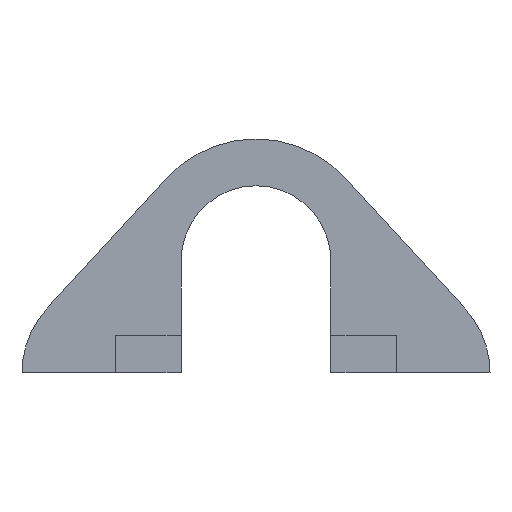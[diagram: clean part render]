
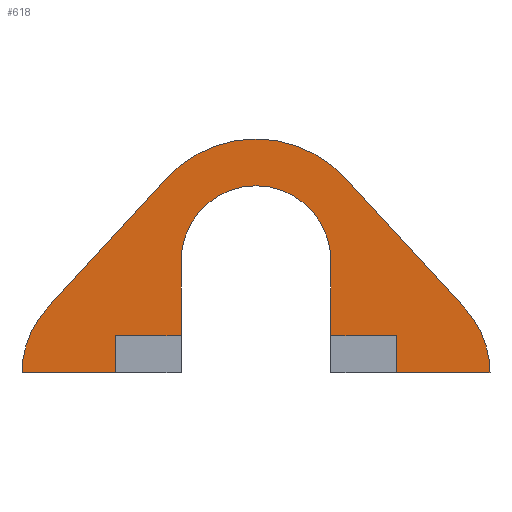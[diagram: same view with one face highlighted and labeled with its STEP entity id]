
A CAD part, front view. The second image highlights one B-rep face of the part: STEP entity #618.
In plain terms, the highlighted planar face has unit normal (0, -1, 0).
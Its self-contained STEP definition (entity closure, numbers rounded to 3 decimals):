
#19=PLANE('',#667);
#48=FACE_OUTER_BOUND('',#80,.T.);
#80=EDGE_LOOP('',(#437,#438,#439,#440,#441,#442,#443,#444,#445,#446,#447,
#448,#449,#450));
#113=LINE('',#886,#195);
#114=LINE('',#890,#196);
#115=LINE('',#894,#197);
#116=LINE('',#896,#198);
#117=LINE('',#898,#199);
#118=LINE('',#900,#200);
#119=LINE('',#904,#201);
#120=LINE('',#906,#202);
#121=LINE('',#908,#203);
#122=LINE('',#909,#204);
#195=VECTOR('',#719,10.);
#196=VECTOR('',#722,10.);
#197=VECTOR('',#725,10.);
#198=VECTOR('',#726,10.);
#199=VECTOR('',#727,10.);
#200=VECTOR('',#728,10.);
#201=VECTOR('',#731,10.);
#202=VECTOR('',#732,10.);
#203=VECTOR('',#733,10.);
#204=VECTOR('',#734,10.);
#276=CIRCLE('',#666,2.054);
#277=CIRCLE('',#668,2.6);
#278=CIRCLE('',#669,2.054);
#279=CIRCLE('',#670,1.6);
#285=VERTEX_POINT('',#879);
#286=VERTEX_POINT('',#881);
#287=VERTEX_POINT('',#885);
#288=VERTEX_POINT('',#887);
#289=VERTEX_POINT('',#889);
#290=VERTEX_POINT('',#891);
#291=VERTEX_POINT('',#893);
#292=VERTEX_POINT('',#895);
#293=VERTEX_POINT('',#897);
#294=VERTEX_POINT('',#899);
#295=VERTEX_POINT('',#901);
#296=VERTEX_POINT('',#903);
#297=VERTEX_POINT('',#905);
#298=VERTEX_POINT('',#907);
#345=EDGE_CURVE('',#285,#286,#276,.T.);
#347=EDGE_CURVE('',#285,#287,#113,.T.);
#348=EDGE_CURVE('',#287,#288,#277,.T.);
#349=EDGE_CURVE('',#288,#289,#114,.T.);
#350=EDGE_CURVE('',#290,#289,#278,.T.);
#351=EDGE_CURVE('',#291,#290,#115,.T.);
#352=EDGE_CURVE('',#292,#291,#116,.T.);
#353=EDGE_CURVE('',#292,#293,#117,.T.);
#354=EDGE_CURVE('',#293,#294,#118,.T.);
#355=EDGE_CURVE('',#294,#295,#279,.T.);
#356=EDGE_CURVE('',#295,#296,#119,.T.);
#357=EDGE_CURVE('',#296,#297,#120,.T.);
#358=EDGE_CURVE('',#297,#298,#121,.T.);
#359=EDGE_CURVE('',#286,#298,#122,.T.);
#437=ORIENTED_EDGE('',*,*,#345,.F.);
#438=ORIENTED_EDGE('',*,*,#347,.T.);
#439=ORIENTED_EDGE('',*,*,#348,.T.);
#440=ORIENTED_EDGE('',*,*,#349,.T.);
#441=ORIENTED_EDGE('',*,*,#350,.F.);
#442=ORIENTED_EDGE('',*,*,#351,.F.);
#443=ORIENTED_EDGE('',*,*,#352,.F.);
#444=ORIENTED_EDGE('',*,*,#353,.T.);
#445=ORIENTED_EDGE('',*,*,#354,.T.);
#446=ORIENTED_EDGE('',*,*,#355,.T.);
#447=ORIENTED_EDGE('',*,*,#356,.T.);
#448=ORIENTED_EDGE('',*,*,#357,.T.);
#449=ORIENTED_EDGE('',*,*,#358,.T.);
#450=ORIENTED_EDGE('',*,*,#359,.F.);
#618=ADVANCED_FACE('',(#48),#19,.F.);
#666=AXIS2_PLACEMENT_3D('',#882,#714,#715);
#667=AXIS2_PLACEMENT_3D('',#884,#717,#718);
#668=AXIS2_PLACEMENT_3D('',#888,#720,#721);
#669=AXIS2_PLACEMENT_3D('',#892,#723,#724);
#670=AXIS2_PLACEMENT_3D('',#902,#729,#730);
#714=DIRECTION('center_axis',(0.,1.,0.));
#715=DIRECTION('ref_axis',(0.932,0.,0.363));
#717=DIRECTION('center_axis',(0.,1.,0.));
#718=DIRECTION('ref_axis',(1.,0.,0.));
#719=DIRECTION('',(-0.676,0.,0.736));
#720=DIRECTION('center_axis',(0.,-1.,0.));
#721=DIRECTION('ref_axis',(-0.736,0.,0.676));
#722=DIRECTION('',(-0.676,0.,-0.736));
#723=DIRECTION('center_axis',(0.,1.,0.));
#724=DIRECTION('ref_axis',(-0.932,0.,0.363));
#725=DIRECTION('',(-1.,0.,0.));
#726=DIRECTION('',(0.,0.,-1.));
#727=DIRECTION('',(1.,0.,0.));
#728=DIRECTION('',(0.,0.,1.));
#729=DIRECTION('center_axis',(0.,1.,0.));
#730=DIRECTION('ref_axis',(-1.,0.,0.));
#731=DIRECTION('',(0.,0.,-1.));
#732=DIRECTION('',(1.,0.,0.));
#733=DIRECTION('',(0.,0.,-1.));
#734=DIRECTION('',(-1.,0.,0.));
#879=CARTESIAN_POINT('',(4.459,-100.,0.589));
#881=CARTESIAN_POINT('',(5.,-100.,-0.8));
#882=CARTESIAN_POINT('Origin',(2.946,-100.,-0.8));
#884=CARTESIAN_POINT('Origin',(0.,-100.,2.1));
#885=CARTESIAN_POINT('',(1.915,-100.,3.359));
#886=CARTESIAN_POINT('',(1.915,-100.,3.359));
#887=CARTESIAN_POINT('',(-1.915,-100.,3.359));
#888=CARTESIAN_POINT('Origin',(0.,-100.,1.6));
#889=CARTESIAN_POINT('',(-4.459,-100.,0.589));
#890=CARTESIAN_POINT('',(-1.915,-100.,3.359));
#891=CARTESIAN_POINT('',(-5.,-100.,-0.8));
#892=CARTESIAN_POINT('Origin',(-2.946,-100.,-0.8));
#893=CARTESIAN_POINT('',(-3.,-100.,-0.8));
#894=CARTESIAN_POINT('',(-5.,-100.,-0.8));
#895=CARTESIAN_POINT('',(-3.,-100.,0.));
#896=CARTESIAN_POINT('',(-3.,-100.,0.));
#897=CARTESIAN_POINT('',(-1.6,-100.,0.));
#898=CARTESIAN_POINT('',(-5.,-100.,0.));
#899=CARTESIAN_POINT('',(-1.6,-100.,1.6));
#900=CARTESIAN_POINT('',(-1.6,-100.,1.6));
#901=CARTESIAN_POINT('',(1.6,-100.,1.6));
#902=CARTESIAN_POINT('Origin',(0.,-100.,1.6));
#903=CARTESIAN_POINT('',(1.6,-100.,0.));
#904=CARTESIAN_POINT('',(1.6,-100.,1.6));
#905=CARTESIAN_POINT('',(3.,-100.,0.));
#906=CARTESIAN_POINT('',(-5.,-100.,0.));
#907=CARTESIAN_POINT('',(3.,-100.,-0.8));
#908=CARTESIAN_POINT('',(3.,-100.,0.));
#909=CARTESIAN_POINT('',(5.,-100.,-0.8));
